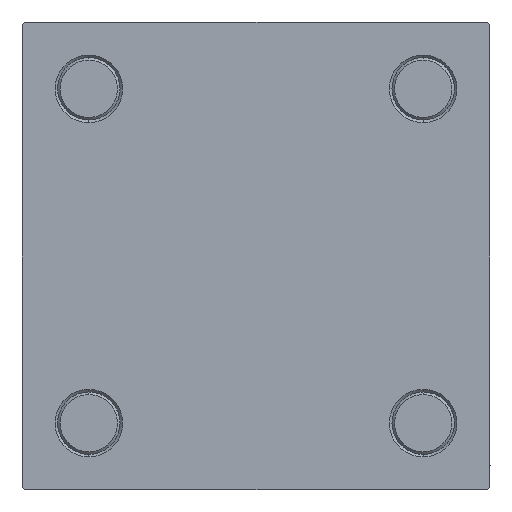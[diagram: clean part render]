
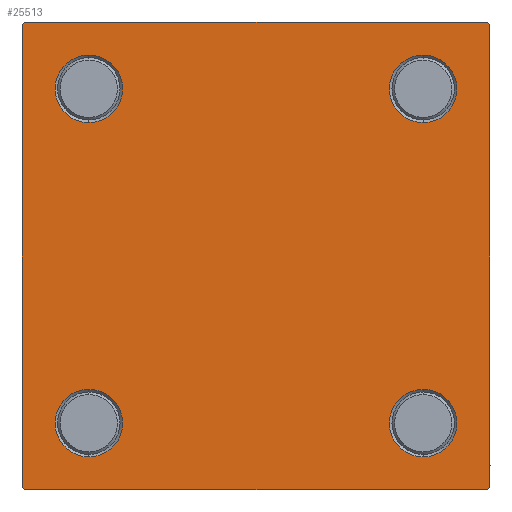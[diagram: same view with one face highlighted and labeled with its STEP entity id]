
A CAD part, left-side view. The second image highlights one B-rep face of the part: STEP entity #25513.
In plain terms, the highlighted planar face has unit normal (-1, 0, 0).
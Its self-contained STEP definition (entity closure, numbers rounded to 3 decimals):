
#164 = DIRECTION ( 'NONE',  ( -1., 0., 0. ) ) ;
#176 = CARTESIAN_POINT ( 'NONE',  ( 0., -32.15, -38.65 ) ) ;
#410 = FACE_BOUND ( 'NONE', #42565, .T. ) ;
#802 = DIRECTION ( 'NONE',  ( 0., -0.707, -0.707 ) ) ;
#1678 = VERTEX_POINT ( 'NONE', #45246 ) ;
#1873 = EDGE_CURVE ( 'NONE', #1678, #38840, #30712, .T. ) ;
#2014 = DIRECTION ( 'NONE',  ( 0., 0.707, 0.707 ) ) ;
#2254 = DIRECTION ( 'NONE',  ( 1., 0., 0. ) ) ;
#2354 = CARTESIAN_POINT ( 'NONE',  ( 0., 45., 44.5 ) ) ;
#2434 = EDGE_CURVE ( 'NONE', #39003, #40499, #32366, .T. ) ;
#2668 = VERTEX_POINT ( 'NONE', #24236 ) ;
#2875 = EDGE_LOOP ( 'NONE', ( #44546, #21232 ) ) ;
#3552 = ORIENTED_EDGE ( 'NONE', *, *, #2434, .T. ) ;
#4585 = VECTOR ( 'NONE', #6507, 1000. ) ;
#5540 = DIRECTION ( 'NONE',  ( 1., 0., 0. ) ) ;
#5693 = ORIENTED_EDGE ( 'NONE', *, *, #29555, .T. ) ;
#5806 = CARTESIAN_POINT ( 'NONE',  ( 0., -45., -44.5 ) ) ;
#5877 = ORIENTED_EDGE ( 'NONE', *, *, #37934, .F. ) ;
#5882 = EDGE_CURVE ( 'NONE', #31914, #18005, #46362, .T. ) ;
#6075 = EDGE_LOOP ( 'NONE', ( #21102, #49089 ) ) ;
#6098 = EDGE_CURVE ( 'NONE', #31914, #8565, #44421, .T. ) ;
#6121 = EDGE_CURVE ( 'NONE', #38840, #1678, #6531, .T. ) ;
#6507 = DIRECTION ( 'NONE',  ( 0., -0.707, 0.707 ) ) ;
#6531 = CIRCLE ( 'NONE', #24267, 6.5 ) ;
#6868 = LINE ( 'NONE', #14942, #11347 ) ;
#6880 = CARTESIAN_POINT ( 'NONE',  ( 0., 32.15, 38.65 ) ) ;
#7453 = AXIS2_PLACEMENT_3D ( 'NONE', #12968, #32420, #44038 ) ;
#7473 = FACE_BOUND ( 'NONE', #2875, .T. ) ;
#8454 = CARTESIAN_POINT ( 'NONE',  ( 0., -44.5, -45. ) ) ;
#8456 = CARTESIAN_POINT ( 'NONE',  ( 0., 0., 0. ) ) ;
#8565 = VERTEX_POINT ( 'NONE', #33125 ) ;
#8721 = EDGE_CURVE ( 'NONE', #27008, #8565, #29523, .T. ) ;
#9644 = VERTEX_POINT ( 'NONE', #8454 ) ;
#9801 = DIRECTION ( 'NONE',  ( 0., -1., 0. ) ) ;
#11347 = VECTOR ( 'NONE', #30358, 1000. ) ;
#11441 = VECTOR ( 'NONE', #2014, 1000. ) ;
#11734 = CARTESIAN_POINT ( 'NONE',  ( 0., 44.75, 44.75 ) ) ;
#12246 = FACE_OUTER_BOUND ( 'NONE', #15155, .T. ) ;
#12584 = AXIS2_PLACEMENT_3D ( 'NONE', #46725, #47473, #39882 ) ;
#12626 = DIRECTION ( 'NONE',  ( 0., 0., -1. ) ) ;
#12823 = CARTESIAN_POINT ( 'NONE',  ( 0., 32.15, -25.65 ) ) ;
#12827 = EDGE_CURVE ( 'NONE', #18005, #19794, #22240, .T. ) ;
#12968 = CARTESIAN_POINT ( 'NONE',  ( 0., 32.15, 32.15 ) ) ;
#13771 = ORIENTED_EDGE ( 'NONE', *, *, #36974, .T. ) ;
#13995 = VECTOR ( 'NONE', #14403, 1000. ) ;
#14220 = EDGE_CURVE ( 'NONE', #2668, #42102, #36608, .T. ) ;
#14403 = DIRECTION ( 'NONE',  ( 0., 0., -1. ) ) ;
#14921 = ORIENTED_EDGE ( 'NONE', *, *, #8721, .T. ) ;
#14942 = CARTESIAN_POINT ( 'NONE',  ( 0., 45., -45. ) ) ;
#15155 = EDGE_LOOP ( 'NONE', ( #35939, #13771, #26961, #5693, #5877, #14921, #44265, #30003 ) ) ;
#16563 = CARTESIAN_POINT ( 'NONE',  ( 0., -32.15, 32.15 ) ) ;
#16652 = DIRECTION ( 'NONE',  ( 0., 0., 1. ) ) ;
#16895 = LINE ( 'NONE', #47733, #36997 ) ;
#17621 = CARTESIAN_POINT ( 'NONE',  ( 0., -44.75, -44.75 ) ) ;
#17759 = EDGE_LOOP ( 'NONE', ( #21177, #34426 ) ) ;
#18005 = VERTEX_POINT ( 'NONE', #2354 ) ;
#18572 = DIRECTION ( 'NONE',  ( 0., 0., 1. ) ) ;
#18864 = AXIS2_PLACEMENT_3D ( 'NONE', #29209, #29957, #18572 ) ;
#19794 = VERTEX_POINT ( 'NONE', #43421 ) ;
#21000 = AXIS2_PLACEMENT_3D ( 'NONE', #40139, #5540, #16652 ) ;
#21102 = ORIENTED_EDGE ( 'NONE', *, *, #6121, .T. ) ;
#21177 = ORIENTED_EDGE ( 'NONE', *, *, #47295, .T. ) ;
#21232 = ORIENTED_EDGE ( 'NONE', *, *, #48316, .T. ) ;
#22240 = LINE ( 'NONE', #30068, #13995 ) ;
#24236 = CARTESIAN_POINT ( 'NONE',  ( 0., -32.15, 38.65 ) ) ;
#24267 = AXIS2_PLACEMENT_3D ( 'NONE', #40128, #2254, #44176 ) ;
#24273 = AXIS2_PLACEMENT_3D ( 'NONE', #40212, #36182, #44508 ) ;
#24711 = CIRCLE ( 'NONE', #25532, 6.5 ) ;
#25513 = ADVANCED_FACE ( 'NONE', ( #7473, #410, #42826, #27411, #12246 ), #46873, .T. ) ;
#25532 = AXIS2_PLACEMENT_3D ( 'NONE', #46434, #33804, #37590 ) ;
#25938 = ORIENTED_EDGE ( 'NONE', *, *, #26810, .T. ) ;
#26810 = EDGE_CURVE ( 'NONE', #40499, #39003, #27905, .T. ) ;
#26961 = ORIENTED_EDGE ( 'NONE', *, *, #42953, .T. ) ;
#27008 = VERTEX_POINT ( 'NONE', #41872 ) ;
#27147 = DIRECTION ( 'NONE',  ( 0., 0.707, -0.707 ) ) ;
#27411 = FACE_BOUND ( 'NONE', #17759, .T. ) ;
#27774 = EDGE_CURVE ( 'NONE', #33400, #47457, #24711, .T. ) ;
#27905 = CIRCLE ( 'NONE', #12584, 6.5 ) ;
#29209 = CARTESIAN_POINT ( 'NONE',  ( 0., -32.15, 32.15 ) ) ;
#29523 = LINE ( 'NONE', #44933, #11441 ) ;
#29555 = EDGE_CURVE ( 'NONE', #9644, #39486, #41372, .T. ) ;
#29814 = VECTOR ( 'NONE', #802, 1000. ) ;
#29957 = DIRECTION ( 'NONE',  ( 1., 0., 0. ) ) ;
#30003 = ORIENTED_EDGE ( 'NONE', *, *, #5882, .T. ) ;
#30068 = CARTESIAN_POINT ( 'NONE',  ( 0., 45., 45. ) ) ;
#30358 = DIRECTION ( 'NONE',  ( 0., -1., 0. ) ) ;
#30712 = CIRCLE ( 'NONE', #21000, 6.5 ) ;
#31217 = CARTESIAN_POINT ( 'NONE',  ( 0., -32.15, -25.65 ) ) ;
#31852 = CARTESIAN_POINT ( 'NONE',  ( 0., 44.75, -44.75 ) ) ;
#31914 = VERTEX_POINT ( 'NONE', #46307 ) ;
#31992 = DIRECTION ( 'NONE',  ( 0., 0., 1. ) ) ;
#32366 = CIRCLE ( 'NONE', #24273, 6.5 ) ;
#32420 = DIRECTION ( 'NONE',  ( 1., 0., 0. ) ) ;
#33125 = CARTESIAN_POINT ( 'NONE',  ( 0., -44.5, 45. ) ) ;
#33400 = VERTEX_POINT ( 'NONE', #42888 ) ;
#33804 = DIRECTION ( 'NONE',  ( 1., 0., 0. ) ) ;
#34426 = ORIENTED_EDGE ( 'NONE', *, *, #27774, .T. ) ;
#35939 = ORIENTED_EDGE ( 'NONE', *, *, #12827, .T. ) ;
#36182 = DIRECTION ( 'NONE',  ( 1., 0., 0. ) ) ;
#36520 = AXIS2_PLACEMENT_3D ( 'NONE', #16563, #43859, #31992 ) ;
#36608 = CIRCLE ( 'NONE', #18864, 6.5 ) ;
#36974 = EDGE_CURVE ( 'NONE', #19794, #44439, #47513, .T. ) ;
#36997 = VECTOR ( 'NONE', #12626, 1000. ) ;
#37590 = DIRECTION ( 'NONE',  ( 0., 0., 1. ) ) ;
#37934 = EDGE_CURVE ( 'NONE', #27008, #39486, #16895, .T. ) ;
#38091 = VECTOR ( 'NONE', #9801, 1000. ) ;
#38840 = VERTEX_POINT ( 'NONE', #12823 ) ;
#39003 = VERTEX_POINT ( 'NONE', #176 ) ;
#39486 = VERTEX_POINT ( 'NONE', #5806 ) ;
#39882 = DIRECTION ( 'NONE',  ( 0., 0., 1. ) ) ;
#40128 = CARTESIAN_POINT ( 'NONE',  ( 0., 32.15, -32.15 ) ) ;
#40139 = CARTESIAN_POINT ( 'NONE',  ( 0., 32.15, -32.15 ) ) ;
#40212 = CARTESIAN_POINT ( 'NONE',  ( 0., -32.15, -32.15 ) ) ;
#40499 = VERTEX_POINT ( 'NONE', #31217 ) ;
#41227 = VECTOR ( 'NONE', #27147, 1000. ) ;
#41372 = LINE ( 'NONE', #17621, #4585 ) ;
#41872 = CARTESIAN_POINT ( 'NONE',  ( 0., -45., 44.5 ) ) ;
#42102 = VERTEX_POINT ( 'NONE', #43217 ) ;
#42416 = AXIS2_PLACEMENT_3D ( 'NONE', #8456, #164, #46131 ) ;
#42565 = EDGE_LOOP ( 'NONE', ( #25938, #3552 ) ) ;
#42826 = FACE_BOUND ( 'NONE', #6075, .T. ) ;
#42888 = CARTESIAN_POINT ( 'NONE',  ( 0., 32.15, 25.65 ) ) ;
#42953 = EDGE_CURVE ( 'NONE', #44439, #9644, #6868, .T. ) ;
#43217 = CARTESIAN_POINT ( 'NONE',  ( 0., -32.15, 25.65 ) ) ;
#43421 = CARTESIAN_POINT ( 'NONE',  ( 0., 45., -44.5 ) ) ;
#43859 = DIRECTION ( 'NONE',  ( 1., 0., 0. ) ) ;
#44038 = DIRECTION ( 'NONE',  ( 0., 0., 1. ) ) ;
#44176 = DIRECTION ( 'NONE',  ( 0., 0., 1. ) ) ;
#44265 = ORIENTED_EDGE ( 'NONE', *, *, #6098, .F. ) ;
#44421 = LINE ( 'NONE', #48215, #38091 ) ;
#44439 = VERTEX_POINT ( 'NONE', #46159 ) ;
#44508 = DIRECTION ( 'NONE',  ( 0., 0., 1. ) ) ;
#44546 = ORIENTED_EDGE ( 'NONE', *, *, #14220, .T. ) ;
#44933 = CARTESIAN_POINT ( 'NONE',  ( 0., -44.75, 44.75 ) ) ;
#45246 = CARTESIAN_POINT ( 'NONE',  ( 0., 32.15, -38.65 ) ) ;
#46131 = DIRECTION ( 'NONE',  ( 0., 0., 1. ) ) ;
#46159 = CARTESIAN_POINT ( 'NONE',  ( 0., 44.5, -45. ) ) ;
#46307 = CARTESIAN_POINT ( 'NONE',  ( 0., 44.5, 45. ) ) ;
#46362 = LINE ( 'NONE', #11734, #41227 ) ;
#46434 = CARTESIAN_POINT ( 'NONE',  ( 0., 32.15, 32.15 ) ) ;
#46725 = CARTESIAN_POINT ( 'NONE',  ( 0., -32.15, -32.15 ) ) ;
#46873 = PLANE ( 'NONE',  #42416 ) ;
#47295 = EDGE_CURVE ( 'NONE', #47457, #33400, #48574, .T. ) ;
#47457 = VERTEX_POINT ( 'NONE', #6880 ) ;
#47473 = DIRECTION ( 'NONE',  ( 1., 0., 0. ) ) ;
#47513 = LINE ( 'NONE', #31852, #29814 ) ;
#47733 = CARTESIAN_POINT ( 'NONE',  ( 0., -45., 45. ) ) ;
#47816 = CIRCLE ( 'NONE', #36520, 6.5 ) ;
#48215 = CARTESIAN_POINT ( 'NONE',  ( 0., 45., 45. ) ) ;
#48316 = EDGE_CURVE ( 'NONE', #42102, #2668, #47816, .T. ) ;
#48574 = CIRCLE ( 'NONE', #7453, 6.5 ) ;
#49089 = ORIENTED_EDGE ( 'NONE', *, *, #1873, .T. ) ;
